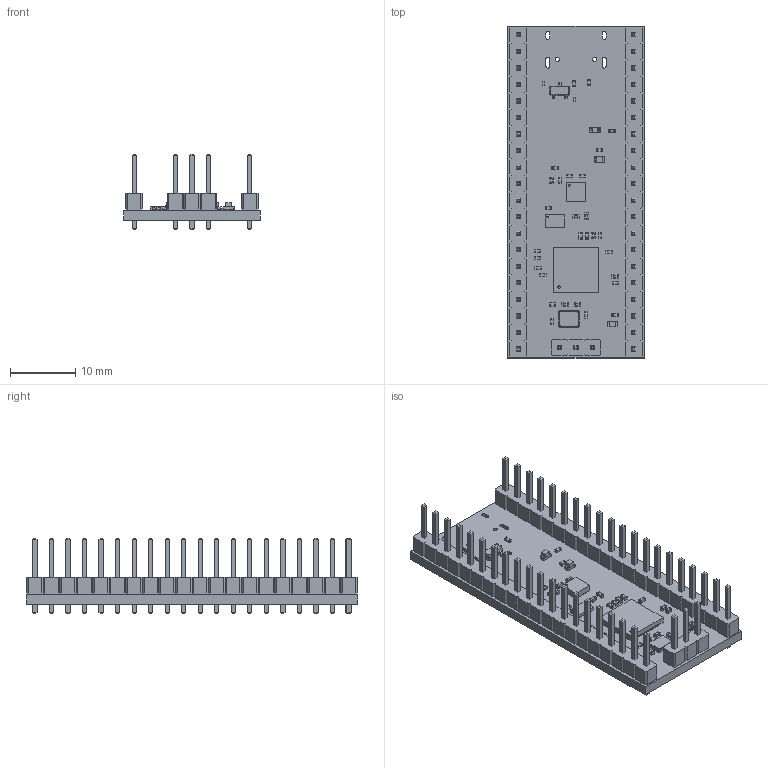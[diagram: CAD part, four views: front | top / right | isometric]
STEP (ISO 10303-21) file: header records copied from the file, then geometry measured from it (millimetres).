
FILE_DESCRIPTION(('KiCad electronic assembly'),'2;1');
FILE_NAME('EasyRP2040.step','2025-10-11T19:25:29',('Pcbnew'),('Kicad'), 'Open CASCADE STEP processor 7.8','KiCad to STEP converter','Unknown' );
FILE_SCHEMA(('AUTOMOTIVE_DESIGN { 1 0 10303 214 1 1 1 1 }'));
Length unit declared in the file: millimetre
Products named in the file (13): EasyRP2040 1; C_0402_1005Metric; PinHeader_1x20_P2.54mm_Vertical; R_0402_1005Metric; LED_0603_1608Metric; C_0201_0603Metric; LGA-16_3x3mm_P0.5mm_LayoutBorder3x5y; SOT-23; QFN-56-1EP_7x7mm_P0.4mm_EP3.2x3.2mm; Winbond_USON-8-1EP_3x2mm_P0.5mm_EP0.2x1.6mm; Crystal_SMD_3225-4Pin_3.2x2.5mm; PinHeader_1x03_P2.54mm_Vertical; EasyRP2040_PCB
Assembly tree (43 placements, depth 2):
  EasyRP2040 1
    C_0402_1005Metric  x19
    PinHeader_1x20_P2.54mm_Vertical  x2
    R_0402_1005Metric  x10
    LED_0603_1608Metric  x3
    C_0201_0603Metric  x2
    LGA-16_3x3mm_P0.5mm_LayoutBorder3x5y
    SOT-23
    QFN-56-1EP_7x7mm_P0.4mm_EP3.2x3.2mm
    Winbond_USON-8-1EP_3x2mm_P0.5mm_EP0.2x1.6mm
    Crystal_SMD_3225-4Pin_3.2x2.5mm
    PinHeader_1x03_P2.54mm_Vertical
    EasyRP2040_PCB
Bounding box: 21 x 51 x 11.54 mm (x, y, z)
Volume: 2482 mm3; surface area: 4964.8 mm2
Topology: 43 solids, 43 shells, 2713 faces, 6969 edges, 4496 vertices
Faces by surface type: plane 2250, cylinder 436, bspline 27
Full cylindrical faces by diameter (mm): 0.25 x1, 0.35 x1, 0.4 x1, 0.65 x2, 1 x43
Entity records: 48291 total; most frequent: CARTESIAN_POINT 7369, ORIENTED_EDGE 7114, DIRECTION 6525, EDGE_CURVE 3557, LINE 3285, VECTOR 3285, VERTEX_POINT 2292, AXIS2_PLACEMENT_3D 1620
